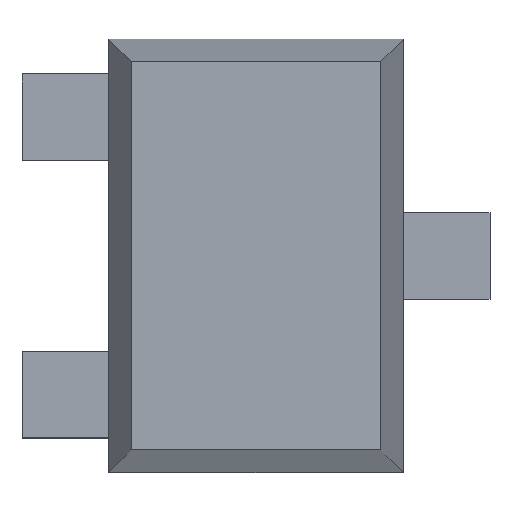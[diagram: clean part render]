
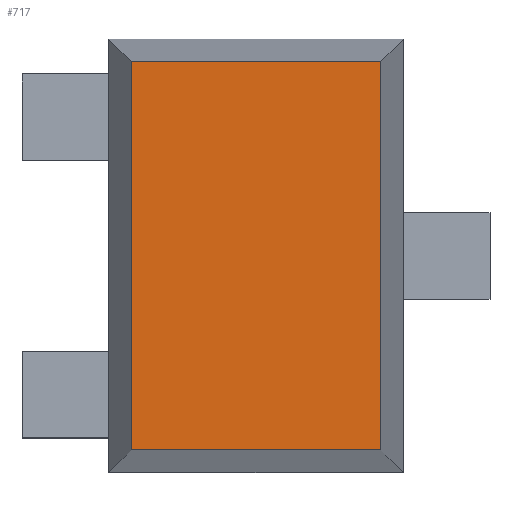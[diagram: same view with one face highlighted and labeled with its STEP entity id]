
A CAD part, top view. The second image highlights one B-rep face of the part: STEP entity #717.
In plain terms, the highlighted planar face has unit normal (0, 0, 1).
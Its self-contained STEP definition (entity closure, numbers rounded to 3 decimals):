
#542=CARTESIAN_POINT('',(0.36,-0.56,0.59));
#543=VERTEX_POINT('',#542);
#550=CARTESIAN_POINT('',(-0.36,-0.56,0.59));
#551=VERTEX_POINT('',#550);
#552=CARTESIAN_POINT('',(0.36,-0.56,0.59));
#553=DIRECTION('',(-1.0,0.0,0.0));
#554=VECTOR('',#553,0.72);
#555=LINE('',#552,#554);
#556=EDGE_CURVE('',#543,#551,#555,.T.);
#582=CARTESIAN_POINT('',(-0.36,0.56,0.59));
#583=VERTEX_POINT('',#582);
#590=CARTESIAN_POINT('',(0.36,0.56,0.59));
#591=VERTEX_POINT('',#590);
#592=CARTESIAN_POINT('',(-0.36,0.56,0.59));
#593=DIRECTION('',(1.0,0.0,0.0));
#594=VECTOR('',#593,0.72);
#595=LINE('',#592,#594);
#596=EDGE_CURVE('',#583,#591,#595,.T.);
#619=CARTESIAN_POINT('',(-0.36,-0.56,0.59));
#620=DIRECTION('',(0.0,1.0,0.0));
#621=VECTOR('',#620,1.12);
#622=LINE('',#619,#621);
#623=EDGE_CURVE('',#551,#583,#622,.T.);
#641=CARTESIAN_POINT('',(0.36,0.56,0.59));
#642=DIRECTION('',(0.0,-1.0,0.0));
#643=VECTOR('',#642,1.12);
#644=LINE('',#641,#643);
#645=EDGE_CURVE('',#591,#543,#644,.T.);
#706=CARTESIAN_POINT('',(0.0,0.0,0.59));
#707=DIRECTION('',(0.0,0.0,1.0));
#708=DIRECTION('',(0.0,-1.0,0.0));
#709=AXIS2_PLACEMENT_3D('',#706,#707,#708);
#710=PLANE('',#709);
#711=ORIENTED_EDGE('',*,*,#596,.F.);
#712=ORIENTED_EDGE('',*,*,#623,.F.);
#713=ORIENTED_EDGE('',*,*,#556,.F.);
#714=ORIENTED_EDGE('',*,*,#645,.F.);
#715=EDGE_LOOP('',(#711,#712,#713,#714));
#716=FACE_OUTER_BOUND('',#715,.T.);
#717=ADVANCED_FACE('',(#716),#710,.T.);
